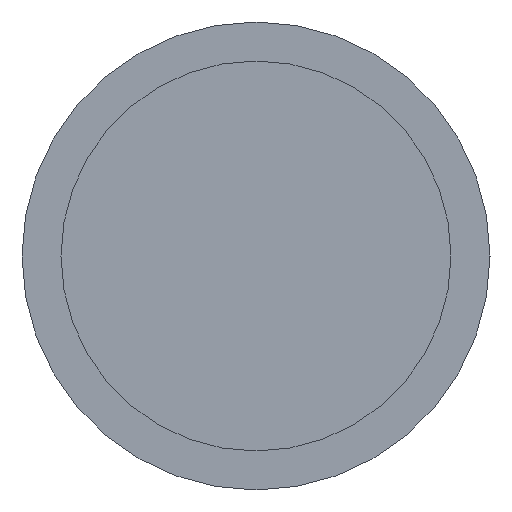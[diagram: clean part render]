
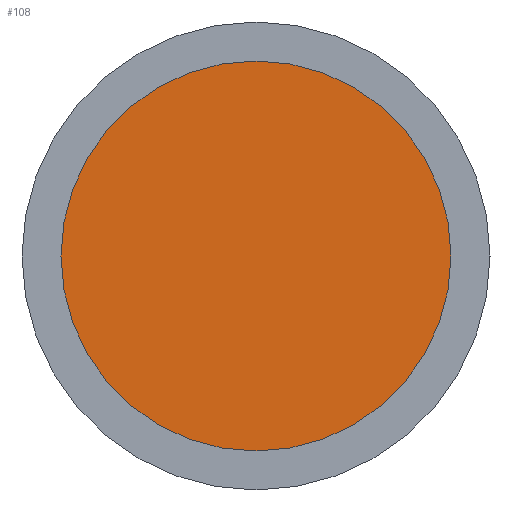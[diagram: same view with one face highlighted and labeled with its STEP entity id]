
A CAD part, left-side view. The second image highlights one B-rep face of the part: STEP entity #108.
In plain terms, the highlighted planar face has unit normal (-1, 0, 0).
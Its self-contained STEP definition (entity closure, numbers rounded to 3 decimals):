
#20 = FACE_OUTER_BOUND ( 'NONE', #272, .T. ) ;
#28 = DIRECTION ( 'NONE',  ( 0., 0., 1. ) ) ;
#67 = CARTESIAN_POINT ( 'NONE',  ( 0., 0., 5. ) ) ;
#77 = DIRECTION ( 'NONE',  ( 0., 0., 1. ) ) ;
#78 = CIRCLE ( 'NONE', #126, 5. ) ;
#87 = VERTEX_POINT ( 'NONE', #67 ) ;
#94 = DIRECTION ( 'NONE',  ( 0., 0., -1. ) ) ;
#101 = DIRECTION ( 'NONE',  ( 1., 0., 0. ) ) ;
#108 = ADVANCED_FACE ( 'NONE', ( #20 ), #284, .F. ) ;
#120 = VERTEX_POINT ( 'NONE', #154 ) ;
#126 = AXIS2_PLACEMENT_3D ( 'NONE', #310, #210, #28 ) ;
#133 = AXIS2_PLACEMENT_3D ( 'NONE', #306, #101, #94 ) ;
#154 = CARTESIAN_POINT ( 'NONE',  ( 0., 0., -5. ) ) ;
#170 = AXIS2_PLACEMENT_3D ( 'NONE', #312, #232, #77 ) ;
#185 = EDGE_CURVE ( 'NONE', #120, #87, #78, .T. ) ;
#210 = DIRECTION ( 'NONE',  ( -1., 0., 0. ) ) ;
#217 = ORIENTED_EDGE ( 'NONE', *, *, #185, .T. ) ;
#232 = DIRECTION ( 'NONE',  ( -1., 0., 0. ) ) ;
#245 = EDGE_CURVE ( 'NONE', #87, #120, #309, .T. ) ;
#272 = EDGE_LOOP ( 'NONE', ( #328, #217 ) ) ;
#284 = PLANE ( 'NONE',  #133 ) ;
#306 = CARTESIAN_POINT ( 'NONE',  ( 0., 0., 0. ) ) ;
#309 = CIRCLE ( 'NONE', #170, 5. ) ;
#310 = CARTESIAN_POINT ( 'NONE',  ( 0., 0., 0. ) ) ;
#312 = CARTESIAN_POINT ( 'NONE',  ( 0., 0., 0. ) ) ;
#328 = ORIENTED_EDGE ( 'NONE', *, *, #245, .T. ) ;
